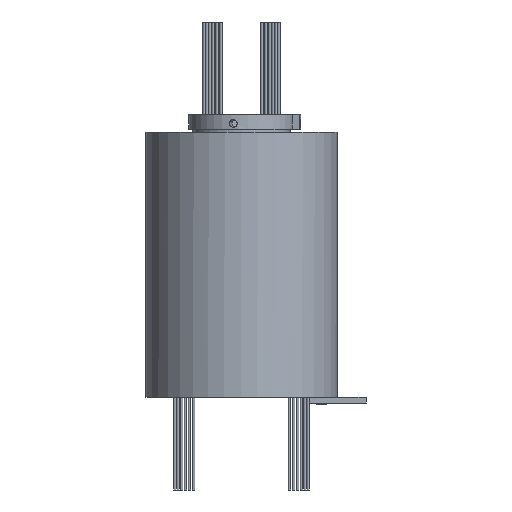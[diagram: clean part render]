
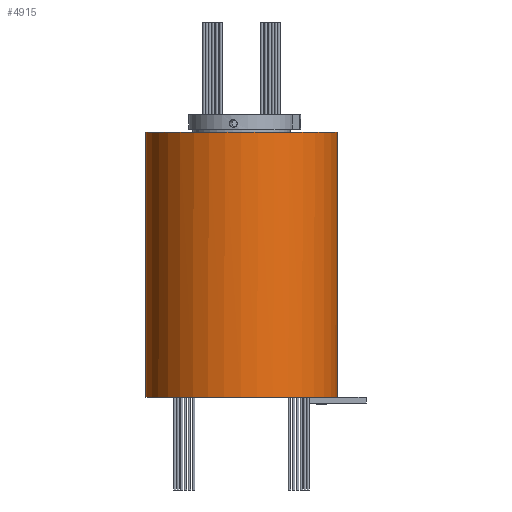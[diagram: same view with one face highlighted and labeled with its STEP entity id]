
A CAD part, front view. The second image highlights one B-rep face of the part: STEP entity #4915.
In plain terms, the highlighted cylindrical face has radius 49.5 mm (diameter 99 mm), a partial arc.
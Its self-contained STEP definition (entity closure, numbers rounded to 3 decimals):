
#666 = CARTESIAN_POINT ( 'NONE',  ( 0., 0., -137.1 ) ) ;
#1372 = CARTESIAN_POINT ( 'NONE',  ( 49.5, 0., 0. ) ) ;
#1392 = EDGE_CURVE ( 'NONE', #5594, #2722, #4277, .T. ) ;
#1473 = CIRCLE ( 'NONE', #16553, 49.5 ) ;
#1960 = DIRECTION ( 'NONE',  ( 0., 0., 1. ) ) ;
#2446 = ORIENTED_EDGE ( 'NONE', *, *, #2704, .F. ) ;
#2704 = EDGE_CURVE ( 'NONE', #10068, #14382, #10050, .T. ) ;
#2722 = VERTEX_POINT ( 'NONE', #3781 ) ;
#3319 = CARTESIAN_POINT ( 'NONE',  ( -49.5, 0., -137.1 ) ) ;
#3781 = CARTESIAN_POINT ( 'NONE',  ( 49.5, 0., -137.1 ) ) ;
#4277 = CIRCLE ( 'NONE', #6769, 49.5 ) ;
#4547 = DIRECTION ( 'NONE',  ( 1., 0., 0. ) ) ;
#4915 = ADVANCED_FACE ( 'NONE', ( #16499 ), #17181, .T. ) ;
#5012 = AXIS2_PLACEMENT_3D ( 'NONE', #14437, #6216, #11788 ) ;
#5594 = VERTEX_POINT ( 'NONE', #10261 ) ;
#5618 = EDGE_CURVE ( 'NONE', #14382, #6265, #1473, .T. ) ;
#5870 = CARTESIAN_POINT ( 'NONE',  ( 0., 0., 0. ) ) ;
#6216 = DIRECTION ( 'NONE',  ( 0., 0., 1. ) ) ;
#6265 = VERTEX_POINT ( 'NONE', #1372 ) ;
#6306 = CIRCLE ( 'NONE', #10076, 49.5 ) ;
#6769 = AXIS2_PLACEMENT_3D ( 'NONE', #10155, #12924, #17009 ) ;
#8730 = VECTOR ( 'NONE', #10801, 1000. ) ;
#9766 = ORIENTED_EDGE ( 'NONE', *, *, #5618, .F. ) ;
#10050 = LINE ( 'NONE', #17540, #8730 ) ;
#10068 = VERTEX_POINT ( 'NONE', #3319 ) ;
#10076 = AXIS2_PLACEMENT_3D ( 'NONE', #666, #12070, #15664 ) ;
#10155 = CARTESIAN_POINT ( 'NONE',  ( 0., 0., -137.1 ) ) ;
#10261 = CARTESIAN_POINT ( 'NONE',  ( 48.58, -9.5, -137.1 ) ) ;
#10801 = DIRECTION ( 'NONE',  ( 0., 0., 1. ) ) ;
#11624 = EDGE_CURVE ( 'NONE', #2722, #6265, #15380, .T. ) ;
#11788 = DIRECTION ( 'NONE',  ( 1., 0., 0. ) ) ;
#12070 = DIRECTION ( 'NONE',  ( 0., 0., 1. ) ) ;
#12277 = VECTOR ( 'NONE', #1960, 1000. ) ;
#12924 = DIRECTION ( 'NONE',  ( 0., 0., 1. ) ) ;
#13017 = CARTESIAN_POINT ( 'NONE',  ( 49.5, 0., -137.1 ) ) ;
#13374 = ORIENTED_EDGE ( 'NONE', *, *, #11624, .T. ) ;
#13403 = EDGE_CURVE ( 'NONE', #10068, #5594, #6306, .T. ) ;
#13689 = ORIENTED_EDGE ( 'NONE', *, *, #13403, .T. ) ;
#14382 = VERTEX_POINT ( 'NONE', #17004 ) ;
#14437 = CARTESIAN_POINT ( 'NONE',  ( 0., 0., -137.1 ) ) ;
#14887 = ORIENTED_EDGE ( 'NONE', *, *, #1392, .T. ) ;
#15380 = LINE ( 'NONE', #13017, #12277 ) ;
#15664 = DIRECTION ( 'NONE',  ( 1., 0., 0. ) ) ;
#15764 = DIRECTION ( 'NONE',  ( 0., 0., 1. ) ) ;
#16499 = FACE_OUTER_BOUND ( 'NONE', #17925, .T. ) ;
#16553 = AXIS2_PLACEMENT_3D ( 'NONE', #5870, #15764, #4547 ) ;
#17004 = CARTESIAN_POINT ( 'NONE',  ( -49.5, 0., 0. ) ) ;
#17009 = DIRECTION ( 'NONE',  ( 1., 0., 0. ) ) ;
#17181 = CYLINDRICAL_SURFACE ( 'NONE', #5012, 49.5 ) ;
#17540 = CARTESIAN_POINT ( 'NONE',  ( -49.5, 0., -137.1 ) ) ;
#17925 = EDGE_LOOP ( 'NONE', ( #2446, #13689, #14887, #13374, #9766 ) ) ;
